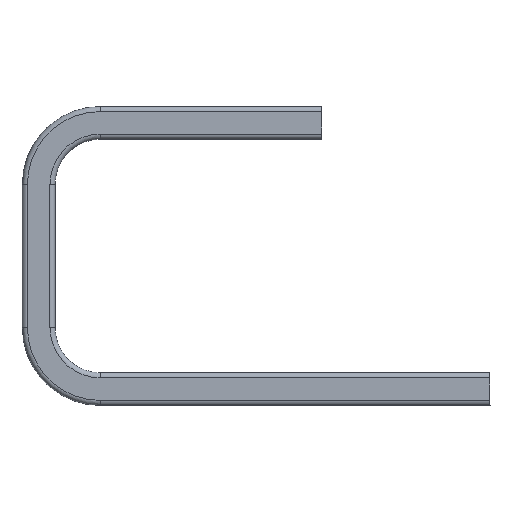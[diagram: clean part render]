
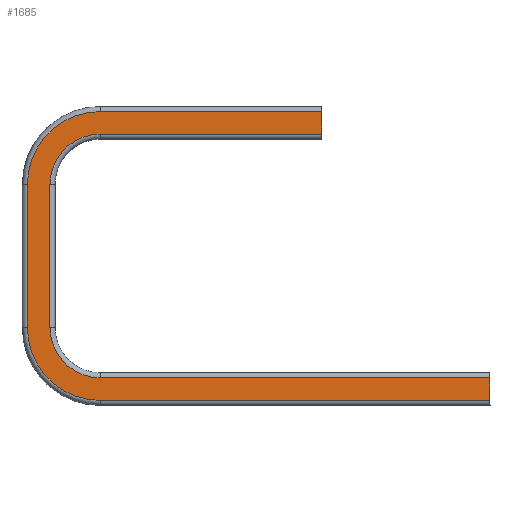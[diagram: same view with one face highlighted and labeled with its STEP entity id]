
A CAD part, left-side view. The second image highlights one B-rep face of the part: STEP entity #1685.
In plain terms, the highlighted planar face has unit normal (-1, 0, 0).
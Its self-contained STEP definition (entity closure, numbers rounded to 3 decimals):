
#95=FACE_OUTER_BOUND('',#185,.T.);
#185=EDGE_LOOP('',(#1265,#1266,#1267,#1268,#1269,#1270,#1271,#1272,#1273,
#1274,#1275,#1276));
#297=LINE('',#2710,#461);
#300=LINE('',#2721,#464);
#301=LINE('',#2732,#465);
#303=LINE('',#2744,#467);
#305=LINE('',#2748,#469);
#306=LINE('',#2750,#470);
#307=LINE('',#2754,#471);
#308=LINE('',#2757,#472);
#461=VECTOR('',#2134,1.);
#464=VECTOR('',#2145,1.);
#465=VECTOR('',#2158,1.);
#467=VECTOR('',#2172,1.);
#469=VECTOR('',#2176,1.);
#470=VECTOR('',#2177,1.);
#471=VECTOR('',#2180,1.);
#472=VECTOR('',#2183,1.);
#618=CIRCLE('',#1850,32.25);
#622=CIRCLE('',#1856,32.25);
#625=CIRCLE('',#1861,46.75);
#626=CIRCLE('',#1862,46.75);
#756=VERTEX_POINT('',#2707);
#757=VERTEX_POINT('',#2709);
#761=VERTEX_POINT('',#2719);
#763=VERTEX_POINT('',#2724);
#765=VERTEX_POINT('',#2730);
#767=VERTEX_POINT('',#2736);
#769=VERTEX_POINT('',#2742);
#770=VERTEX_POINT('',#2747);
#771=VERTEX_POINT('',#2749);
#772=VERTEX_POINT('',#2751);
#773=VERTEX_POINT('',#2753);
#774=VERTEX_POINT('',#2755);
#962=EDGE_CURVE('',#757,#756,#297,.T.);
#968=EDGE_CURVE('',#761,#756,#300,.T.);
#970=EDGE_CURVE('',#763,#761,#618,.T.);
#973=EDGE_CURVE('',#765,#763,#301,.T.);
#976=EDGE_CURVE('',#767,#765,#622,.T.);
#979=EDGE_CURVE('',#769,#767,#303,.T.);
#981=EDGE_CURVE('',#770,#769,#305,.T.);
#982=EDGE_CURVE('',#771,#770,#306,.T.);
#983=EDGE_CURVE('',#772,#771,#625,.T.);
#984=EDGE_CURVE('',#773,#772,#307,.T.);
#985=EDGE_CURVE('',#774,#773,#626,.T.);
#986=EDGE_CURVE('',#757,#774,#308,.T.);
#1265=ORIENTED_EDGE('',*,*,#968,.F.);
#1266=ORIENTED_EDGE('',*,*,#970,.F.);
#1267=ORIENTED_EDGE('',*,*,#973,.F.);
#1268=ORIENTED_EDGE('',*,*,#976,.F.);
#1269=ORIENTED_EDGE('',*,*,#979,.F.);
#1270=ORIENTED_EDGE('',*,*,#981,.F.);
#1271=ORIENTED_EDGE('',*,*,#982,.F.);
#1272=ORIENTED_EDGE('',*,*,#983,.F.);
#1273=ORIENTED_EDGE('',*,*,#984,.F.);
#1274=ORIENTED_EDGE('',*,*,#985,.F.);
#1275=ORIENTED_EDGE('',*,*,#986,.F.);
#1276=ORIENTED_EDGE('',*,*,#962,.T.);
#1621=PLANE('',#1860);
#1685=ADVANCED_FACE('',(#95),#1621,.T.);
#1850=AXIS2_PLACEMENT_3D('',#2726,#2150,#2151);
#1856=AXIS2_PLACEMENT_3D('',#2738,#2164,#2165);
#1860=AXIS2_PLACEMENT_3D('',#2746,#2174,#2175);
#1861=AXIS2_PLACEMENT_3D('',#2752,#2178,#2179);
#1862=AXIS2_PLACEMENT_3D('',#2756,#2181,#2182);
#2134=DIRECTION('',(0.,0.,1.));
#2145=DIRECTION('',(0.,-1.,0.));
#2150=DIRECTION('center_axis',(-1.,0.,0.));
#2151=DIRECTION('ref_axis',(0.,0.707,-0.707));
#2158=DIRECTION('',(0.,0.,-1.));
#2164=DIRECTION('center_axis',(-1.,0.,0.));
#2165=DIRECTION('ref_axis',(0.,0.707,0.707));
#2172=DIRECTION('',(0.,1.,0.));
#2174=DIRECTION('center_axis',(-1.,0.,0.));
#2175=DIRECTION('ref_axis',(0.,0.,
1.));
#2176=DIRECTION('',(0.,0.,-1.));
#2177=DIRECTION('',(0.,-1.,0.));
#2178=DIRECTION('center_axis',(1.,0.,0.));
#2179=DIRECTION('ref_axis',(0.,0.707,0.707));
#2180=DIRECTION('',(0.,0.,1.));
#2181=DIRECTION('center_axis',(1.,0.,0.));
#2182=DIRECTION('ref_axis',(0.,0.707,-0.707));
#2183=DIRECTION('',(0.,1.,0.));
#2707=CARTESIAN_POINT('',(-74.851,-101.874,93.559));
#2709=CARTESIAN_POINT('',(-74.851,-101.874,79.059));
#2710=CARTESIAN_POINT('',(-74.851,-101.874,75.809));
#2719=CARTESIAN_POINT('',(-74.851,148.126,93.559));
#2721=CARTESIAN_POINT('',(-74.851,-101.874,93.559));
#2724=CARTESIAN_POINT('',(-74.851,180.376,125.809));
#2726=CARTESIAN_POINT('Origin',(-74.851,148.126,125.809));
#2730=CARTESIAN_POINT('',(-74.851,180.376,217.586));
#2732=CARTESIAN_POINT('',(-74.851,180.376,100.809));
#2736=CARTESIAN_POINT('',(-74.851,148.126,249.836));
#2738=CARTESIAN_POINT('Origin',(-74.851,148.126,217.586));
#2742=CARTESIAN_POINT('',(-74.851,6.126,249.836));
#2744=CARTESIAN_POINT('',(-74.851,23.126,249.836));
#2746=CARTESIAN_POINT('Origin',(-74.851,-101.874,75.809));
#2747=CARTESIAN_POINT('',(-74.851,6.126,264.336));
#2748=CARTESIAN_POINT('',(-74.851,6.126,267.586));
#2749=CARTESIAN_POINT('',(-74.851,148.126,264.336));
#2750=CARTESIAN_POINT('',(-74.851,23.126,264.336));
#2751=CARTESIAN_POINT('',(-74.851,194.876,217.586));
#2752=CARTESIAN_POINT('Origin',(-74.851,148.126,217.586));
#2753=CARTESIAN_POINT('',(-74.851,194.876,125.809));
#2754=CARTESIAN_POINT('',(-74.851,194.876,100.809));
#2755=CARTESIAN_POINT('',(-74.851,148.126,79.059));
#2756=CARTESIAN_POINT('Origin',(-74.851,148.126,125.809));
#2757=CARTESIAN_POINT('',(-74.851,-101.874,79.059));
